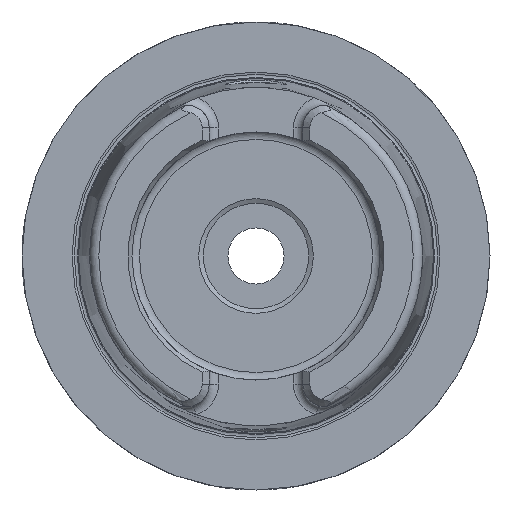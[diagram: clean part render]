
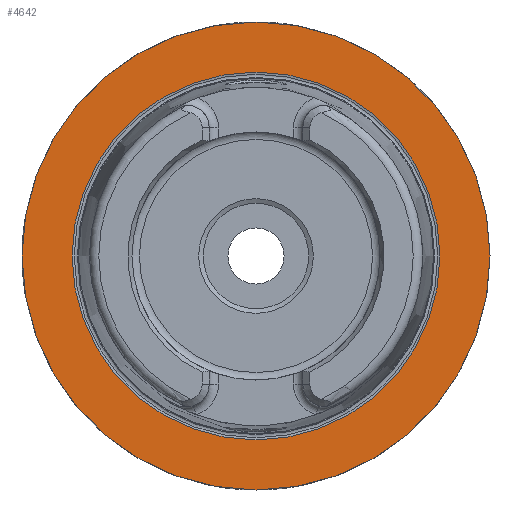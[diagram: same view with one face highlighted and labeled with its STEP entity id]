
A CAD part, left-side view. The second image highlights one B-rep face of the part: STEP entity #4642.
In plain terms, the highlighted planar face has unit normal (-1, 0, 0).
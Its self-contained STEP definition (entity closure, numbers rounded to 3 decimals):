
#797=CARTESIAN_POINT('',(0.,50.0,0.0));
#798=VERTEX_POINT('',#797);
#799=CARTESIAN_POINT('',(0.0,0.,0.0));
#800=DIRECTION('',(1.0,0.0,0.0));
#801=DIRECTION('',(0.0,1.0,0.0));
#802=AXIS2_PLACEMENT_3D('',#799,#800,#801);
#803=CIRCLE('',#802,50.0);
#804=EDGE_CURVE('',#798,#798,#803,.T.);
#4584=CARTESIAN_POINT('',(0.,39.297,0.0));
#4585=VERTEX_POINT('',#4584);
#4586=CARTESIAN_POINT('',(0.,0.0,0.0));
#4587=DIRECTION('',(1.0,0.0,0.0));
#4588=DIRECTION('',(0.0,1.0,0.0));
#4589=AXIS2_PLACEMENT_3D('',#4586,#4587,#4588);
#4590=CIRCLE('',#4589,39.297);
#4591=EDGE_CURVE('',#4585,#4585,#4590,.T.);
#4631=CARTESIAN_POINT('',(0.,44.004,0.0));
#4632=DIRECTION('',(-1.0,0.0,0.0));
#4633=DIRECTION('',(0.0,0.0,1.0));
#4634=AXIS2_PLACEMENT_3D('',#4631,#4632,#4633);
#4635=PLANE('',#4634);
#4636=ORIENTED_EDGE('',*,*,#804,.F.);
#4637=EDGE_LOOP('',(#4636));
#4638=FACE_OUTER_BOUND('',#4637,.T.);
#4639=ORIENTED_EDGE('',*,*,#4591,.T.);
#4640=EDGE_LOOP('',(#4639));
#4641=FACE_BOUND('',#4640,.T.);
#4642=ADVANCED_FACE('',(#4638,#4641),#4635,.T.);
